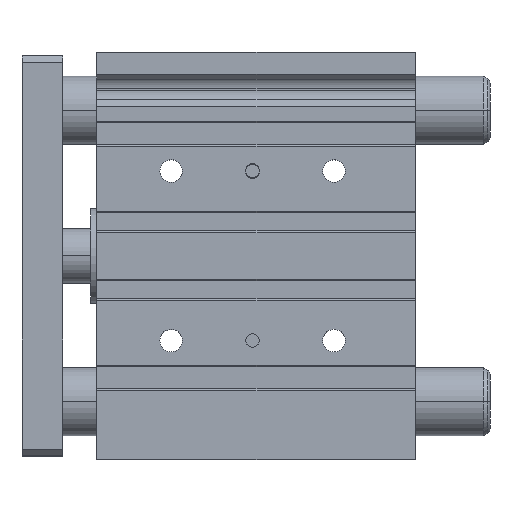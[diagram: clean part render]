
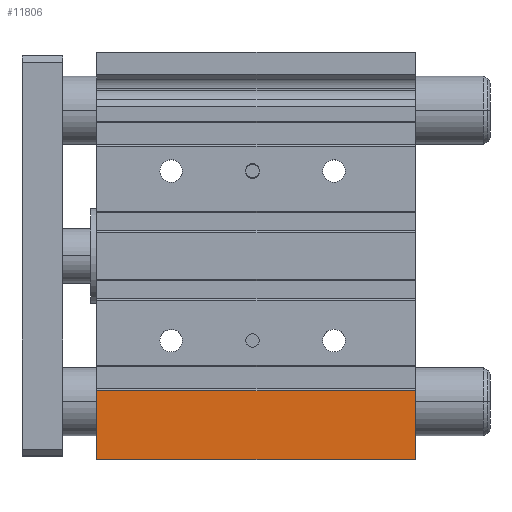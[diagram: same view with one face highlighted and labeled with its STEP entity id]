
A CAD part, top view. The second image highlights one B-rep face of the part: STEP entity #11806.
In plain terms, the highlighted planar face has unit normal (0, 0, 1).
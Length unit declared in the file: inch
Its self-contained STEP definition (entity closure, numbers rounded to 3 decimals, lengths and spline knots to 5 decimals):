
#19 = VERTEX_POINT ( 'NONE', #11049 ) ;
#79 = CARTESIAN_POINT ( 'NONE',  ( 3.70079, -2.3622, 1.06299 ) ) ;
#91 = CARTESIAN_POINT ( 'NONE',  ( 3.70079, -1.56496, 1.06299 ) ) ;
#136 = LINE ( 'NONE', #79, #2463 ) ;
#250 = CARTESIAN_POINT ( 'NONE',  ( 0., -1.56496, 1.06299 ) ) ;
#377 = LINE ( 'NONE', #250, #7261 ) ;
#403 = VERTEX_POINT ( 'NONE', #11869 ) ;
#461 = CARTESIAN_POINT ( 'NONE',  ( 3.70079, -2.3622, 1.06299 ) ) ;
#1469 = EDGE_LOOP ( 'NONE', ( #8508, #9059, #7962, #6680 ) ) ;
#1630 = VECTOR ( 'NONE', #8544, 39.37008 ) ;
#1895 = VERTEX_POINT ( 'NONE', #461 ) ;
#2371 = FACE_OUTER_BOUND ( 'NONE', #1469, .T. ) ;
#2463 = VECTOR ( 'NONE', #3055, 39.37008 ) ;
#2949 = LINE ( 'NONE', #91, #1630 ) ;
#3055 = DIRECTION ( 'NONE',  ( -1., 0., 0. ) ) ;
#3297 = CARTESIAN_POINT ( 'NONE',  ( 0., -1.56496, 1.06299 ) ) ;
#3763 = LINE ( 'NONE', #11057, #4809 ) ;
#4809 = VECTOR ( 'NONE', #6613, 39.37008 ) ;
#6076 = CARTESIAN_POINT ( 'NONE',  ( 3.70079, -1.56496, 1.06299 ) ) ;
#6613 = DIRECTION ( 'NONE',  ( 0., -1., 0. ) ) ;
#6680 = ORIENTED_EDGE ( 'NONE', *, *, #11021, .T. ) ;
#7261 = VECTOR ( 'NONE', #10339, 39.37008 ) ;
#7417 = EDGE_CURVE ( 'NONE', #1895, #19, #136, .T. ) ;
#7825 = EDGE_CURVE ( 'NONE', #403, #1895, #3763, .T. ) ;
#7838 = DIRECTION ( 'NONE',  ( 0., -1., 0. ) ) ;
#7962 = ORIENTED_EDGE ( 'NONE', *, *, #7825, .F. ) ;
#8508 = ORIENTED_EDGE ( 'NONE', *, *, #11285, .T. ) ;
#8544 = DIRECTION ( 'NONE',  ( -1., 0., 0. ) ) ;
#8556 = AXIS2_PLACEMENT_3D ( 'NONE', #6076, #11540, #7838 ) ;
#9059 = ORIENTED_EDGE ( 'NONE', *, *, #7417, .F. ) ;
#9346 = VERTEX_POINT ( 'NONE', #3297 ) ;
#10339 = DIRECTION ( 'NONE',  ( 0., -1., 0. ) ) ;
#11021 = EDGE_CURVE ( 'NONE', #403, #9346, #2949, .T. ) ;
#11049 = CARTESIAN_POINT ( 'NONE',  ( 0., -2.3622, 1.06299 ) ) ;
#11057 = CARTESIAN_POINT ( 'NONE',  ( 3.70079, -1.56496, 1.06299 ) ) ;
#11285 = EDGE_CURVE ( 'NONE', #9346, #19, #377, .T. ) ;
#11540 = DIRECTION ( 'NONE',  ( 0., 0., -1. ) ) ;
#11658 = PLANE ( 'NONE',  #8556 ) ;
#11806 = ADVANCED_FACE ( 'NONE', ( #2371 ), #11658, .F. ) ;
#11869 = CARTESIAN_POINT ( 'NONE',  ( 3.70079, -1.56496, 1.06299 ) ) ;
